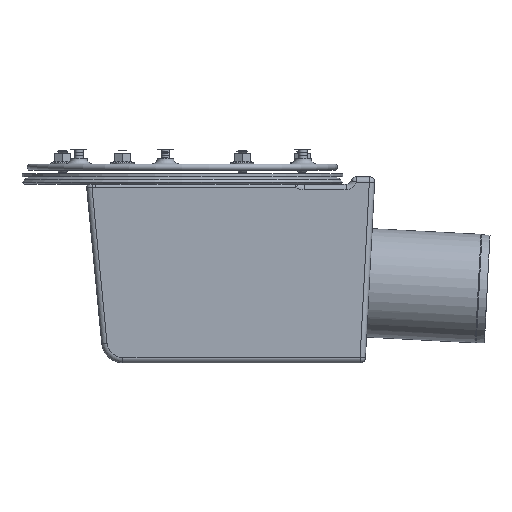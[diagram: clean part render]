
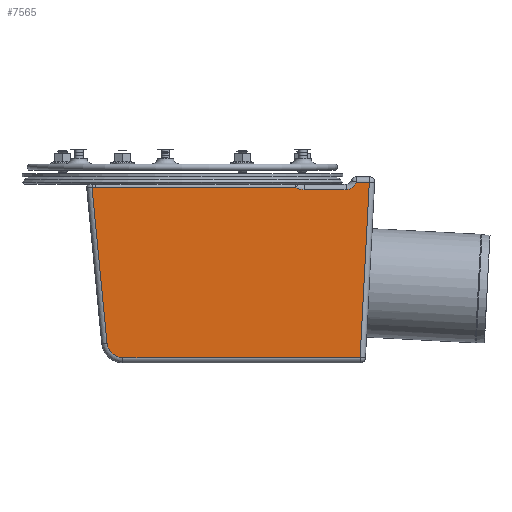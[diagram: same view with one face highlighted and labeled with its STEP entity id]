
A CAD part, front view. The second image highlights one B-rep face of the part: STEP entity #7565.
In plain terms, the highlighted planar face has unit normal (0, -1, 0).
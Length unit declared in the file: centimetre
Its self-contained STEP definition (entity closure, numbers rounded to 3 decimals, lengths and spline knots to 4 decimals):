
#160=B_SPLINE_CURVE_WITH_KNOTS('',3,(#13416,#13417,#13418,#13419,#13420),
 .UNSPECIFIED.,.F.,.F.,(4,1,4),(0.,3.4007,7.9349),
 .UNSPECIFIED.);
#566=PLANE('',#8491);
#994=FACE_OUTER_BOUND('',#1577,.T.);
#1577=EDGE_LOOP('',(#6326,#6327,#6328,#6329,#6330,#6331,#6332,#6333,#6334,
#6335,#6336,#6337,#6338,#6339,#6340));
#1983=LINE('',#13367,#2394);
#1984=LINE('',#13371,#2395);
#1985=LINE('',#13382,#2396);
#1986=LINE('',#13384,#2397);
#1993=LINE('',#13402,#2404);
#1994=LINE('',#13406,#2405);
#1995=LINE('',#13408,#2406);
#1996=LINE('',#13410,#2407);
#1997=LINE('',#13414,#2408);
#1998=LINE('',#13421,#2409);
#1999=LINE('',#13423,#2410);
#2000=LINE('',#13424,#2411);
#2394=VECTOR('',#10555,1.);
#2395=VECTOR('',#10560,1.);
#2396=VECTOR('',#10563,1.);
#2397=VECTOR('',#10564,1.);
#2404=VECTOR('',#10581,1.);
#2405=VECTOR('',#10584,1.);
#2406=VECTOR('',#10585,1.);
#2407=VECTOR('',#10586,1.);
#2408=VECTOR('',#10589,1.);
#2409=VECTOR('',#10590,1.);
#2410=VECTOR('',#10591,1.);
#2411=VECTOR('',#10592,1.);
#2913=CIRCLE('',#8492,15.);
#2914=CIRCLE('',#8493,10.);
#3471=VERTEX_POINT('',#13363);
#3472=VERTEX_POINT('',#13365);
#3473=VERTEX_POINT('',#13369);
#3474=VERTEX_POINT('',#13378);
#3476=VERTEX_POINT('',#13381);
#3477=VERTEX_POINT('',#13383);
#3483=VERTEX_POINT('',#13401);
#3484=VERTEX_POINT('',#13403);
#3485=VERTEX_POINT('',#13405);
#3486=VERTEX_POINT('',#13407);
#3487=VERTEX_POINT('',#13409);
#3488=VERTEX_POINT('',#13411);
#3489=VERTEX_POINT('',#13413);
#3490=VERTEX_POINT('',#13415);
#3491=VERTEX_POINT('',#13422);
#4443=EDGE_CURVE('',#3472,#3471,#1983,.T.);
#4445=EDGE_CURVE('',#3473,#3472,#1984,.T.);
#4447=EDGE_CURVE('',#3476,#3474,#1985,.T.);
#4448=EDGE_CURVE('',#3477,#3476,#1986,.T.);
#4457=EDGE_CURVE('',#3483,#3473,#1993,.T.);
#4458=EDGE_CURVE('',#3484,#3483,#2913,.T.);
#4459=EDGE_CURVE('',#3485,#3484,#1994,.T.);
#4460=EDGE_CURVE('',#3486,#3485,#1995,.T.);
#4461=EDGE_CURVE('',#3487,#3486,#1996,.T.);
#4462=EDGE_CURVE('',#3488,#3487,#2914,.T.);
#4463=EDGE_CURVE('',#3489,#3488,#1997,.T.);
#4464=EDGE_CURVE('',#3490,#3489,#160,.T.);
#4465=EDGE_CURVE('',#3477,#3490,#1998,.T.);
#4466=EDGE_CURVE('',#3491,#3474,#1999,.T.);
#4467=EDGE_CURVE('',#3471,#3491,#2000,.T.);
#6326=ORIENTED_EDGE('',*,*,#4457,.F.);
#6327=ORIENTED_EDGE('',*,*,#4458,.F.);
#6328=ORIENTED_EDGE('',*,*,#4459,.F.);
#6329=ORIENTED_EDGE('',*,*,#4460,.F.);
#6330=ORIENTED_EDGE('',*,*,#4461,.F.);
#6331=ORIENTED_EDGE('',*,*,#4462,.F.);
#6332=ORIENTED_EDGE('',*,*,#4463,.F.);
#6333=ORIENTED_EDGE('',*,*,#4464,.F.);
#6334=ORIENTED_EDGE('',*,*,#4465,.F.);
#6335=ORIENTED_EDGE('',*,*,#4448,.T.);
#6336=ORIENTED_EDGE('',*,*,#4447,.T.);
#6337=ORIENTED_EDGE('',*,*,#4466,.F.);
#6338=ORIENTED_EDGE('',*,*,#4467,.F.);
#6339=ORIENTED_EDGE('',*,*,#4443,.F.);
#6340=ORIENTED_EDGE('',*,*,#4445,.F.);
#7565=ADVANCED_FACE('',(#994),#566,.T.);
#8491=AXIS2_PLACEMENT_3D('',#13400,#10579,#10580);
#8492=AXIS2_PLACEMENT_3D('',#13404,#10582,#10583);
#8493=AXIS2_PLACEMENT_3D('',#13412,#10587,#10588);
#10555=DIRECTION('',(-0.052,0.,0.999));
#10560=DIRECTION('',(-0.999,0.,-0.052));
#10563=DIRECTION('',(-0.096,0.,0.995));
#10564=DIRECTION('',(-0.999,0.,-0.052));
#10579=DIRECTION('center_axis',(0.,-1.,0.));
#10580=DIRECTION('ref_axis',(1.,0.,0.));
#10581=DIRECTION('',(-0.096,0.,0.995));
#10582=DIRECTION('center_axis',(0.,1.,0.));
#10583=DIRECTION('ref_axis',(0.901,0.,0.434));
#10584=DIRECTION('',(-1.,0.,0.));
#10585=DIRECTION('',(-0.052,0.,-0.999));
#10586=DIRECTION('',(1.,0.,0.));
#10587=DIRECTION('center_axis',(0.,-1.,0.));
#10588=DIRECTION('ref_axis',(0.592,0.,-0.806));
#10589=DIRECTION('',(1.,0.,0.));
#10590=DIRECTION('',(1.,0.,0.));
#10591=DIRECTION('',(1.,0.,0.));
#10592=DIRECTION('',(-0.096,0.,0.995));
#13363=CARTESIAN_POINT('',(-84.4376,-90.,79.3995));
#13365=CARTESIAN_POINT('',(-84.3968,-90.,78.6216));
#13367=CARTESIAN_POINT('',(-84.3968,-90.,78.6216));
#13369=CARTESIAN_POINT('',(-84.3628,-90.,78.6234));
#13371=CARTESIAN_POINT('',(-81.4009,-90.,78.7786));
#13378=CARTESIAN_POINT('',(-81.5186,-90.,80.0004));
#13381=CARTESIAN_POINT('',(-81.5183,-90.,79.9976));
#13382=CARTESIAN_POINT('',(-65.7272,-90.,-83.9996));
#13383=CARTESIAN_POINT('',(-81.4649,-90.,80.0004));
#13384=CARTESIAN_POINT('',(-81.4649,-90.,80.0004));
#13400=CARTESIAN_POINT('Origin',(46.4663,-90.,3.3735));
#13401=CARTESIAN_POINT('',(-70.4914,-90.,-65.4373));
#13402=CARTESIAN_POINT('',(-80.5024,-90.,38.5314));
#13403=CARTESIAN_POINT('',(-55.5604,-90.,-78.9996));
#13404=CARTESIAN_POINT('Origin',(-55.5604,-90.,-63.9996));
#13405=CARTESIAN_POINT('',(166.1362,-90.,-78.9996));
#13406=CARTESIAN_POINT('',(-55.881,-90.,-78.9996));
#13407=CARTESIAN_POINT('',(174.7311,-90.,85.0004));
#13408=CARTESIAN_POINT('',(168.0008,-90.,-43.4222));
#13409=CARTESIAN_POINT('',(162.5394,-90.,85.0004));
#13410=CARTESIAN_POINT('',(113.2331,-90.,85.0004));
#13411=CARTESIAN_POINT('',(153.,-90.,78.0004));
#13412=CARTESIAN_POINT('Origin',(153.,-90.,88.0004));
#13413=CARTESIAN_POINT('',(113.7497,-90.,78.0004));
#13414=CARTESIAN_POINT('',(23.2331,-90.,78.0004));
#13415=CARTESIAN_POINT('',(106.165,-90.,80.0004));
#13416=CARTESIAN_POINT('Ctrl Pts',(106.165,-90.,80.0004));
#13417=CARTESIAN_POINT('Ctrl Pts',(107.1432,-90.,79.4277));
#13418=CARTESIAN_POINT('Ctrl Pts',(109.5928,-90.,78.383));
#13419=CARTESIAN_POINT('Ctrl Pts',(112.2383,-90.,78.0004));
#13420=CARTESIAN_POINT('Ctrl Pts',(113.7497,-90.,78.0004));
#13421=CARTESIAN_POINT('',(102.2331,-90.,80.0004));
#13422=CARTESIAN_POINT('',(-84.4954,-90.,80.0004));
#13423=CARTESIAN_POINT('',(-17.7669,-90.,80.0004));
#13424=CARTESIAN_POINT('',(-80.5024,-90.,38.5314));
